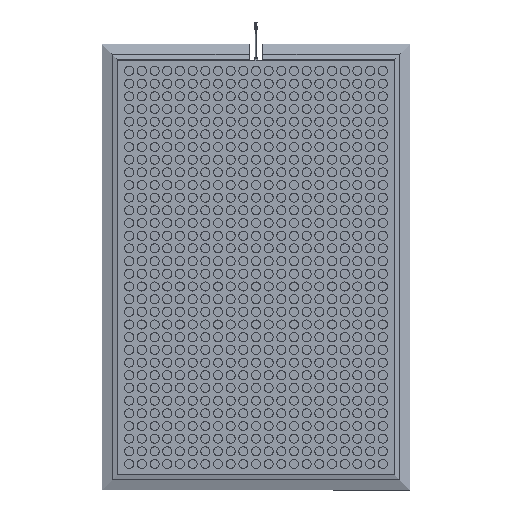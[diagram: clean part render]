
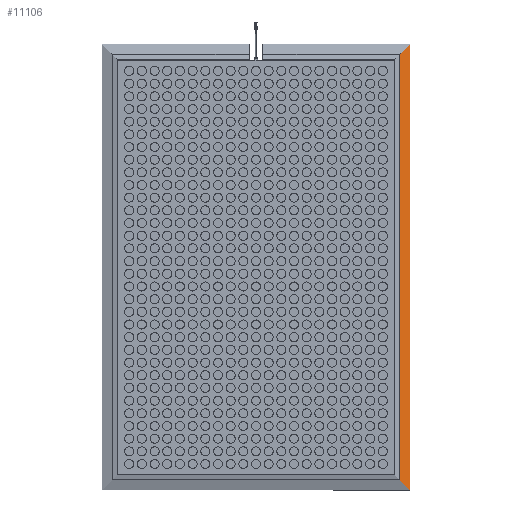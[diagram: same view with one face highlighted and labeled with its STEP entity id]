
A CAD part, top view. The second image highlights one B-rep face of the part: STEP entity #11106.
In plain terms, the highlighted planar face has unit normal (0.331, 0, 0.944).
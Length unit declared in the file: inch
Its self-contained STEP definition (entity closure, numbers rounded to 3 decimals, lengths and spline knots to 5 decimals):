
#2813 = CARTESIAN_POINT ( 'NONE',  ( 13.37795, 19.37795, 0. ) ) ;
#3811 = LINE ( 'NONE', #49996, #39229 ) ;
#4928 = CARTESIAN_POINT ( 'NONE',  ( 12.48633, 18.48633, 0.31317 ) ) ;
#5689 = ORIENTED_EDGE ( 'NONE', *, *, #6467, .F. ) ;
#6467 = EDGE_CURVE ( 'NONE', #38395, #41025, #46295, .T. ) ;
#7454 = VECTOR ( 'NONE', #42899, 39.37008 ) ;
#7557 = AXIS2_PLACEMENT_3D ( 'NONE', #18653, #10182, #50937 ) ;
#7804 = VECTOR ( 'NONE', #29352, 39.37008 ) ;
#9873 = ORIENTED_EDGE ( 'NONE', *, *, #29119, .F. ) ;
#10182 = DIRECTION ( 'NONE',  ( 0.331, 0., 0.943 ) ) ;
#11106 = ADVANCED_FACE ( 'NONE', ( #31938 ), #32529, .T. ) ;
#15461 = CARTESIAN_POINT ( 'NONE',  ( 12.48633, -9.74711, 0.31317 ) ) ;
#18653 = CARTESIAN_POINT ( 'NONE',  ( 12.48633, -19.49422, 0.31317 ) ) ;
#19992 = EDGE_LOOP ( 'NONE', ( #38208, #5689, #21885, #9873 ) ) ;
#21885 = ORIENTED_EDGE ( 'NONE', *, *, #33369, .T. ) ;
#29119 = EDGE_CURVE ( 'NONE', #45107, #36225, #3811, .T. ) ;
#29352 = DIRECTION ( 'NONE',  ( 0., -1., 0. ) ) ;
#31938 = FACE_OUTER_BOUND ( 'NONE', #19992, .T. ) ;
#32529 = PLANE ( 'NONE',  #7557 ) ;
#33194 = CARTESIAN_POINT ( 'NONE',  ( 12.48633, 18.48633, 0.31317 ) ) ;
#33369 = EDGE_CURVE ( 'NONE', #38395, #36225, #34166, .T. ) ;
#34166 = LINE ( 'NONE', #15461, #7804 ) ;
#34953 = CARTESIAN_POINT ( 'NONE',  ( 12.48633, -18.48633, 0.31317 ) ) ;
#36225 = VERTEX_POINT ( 'NONE', #34953 ) ;
#36399 = DIRECTION ( 'NONE',  ( -0.686, 0.686, 0.241 ) ) ;
#38208 = ORIENTED_EDGE ( 'NONE', *, *, #49564, .F. ) ;
#38395 = VERTEX_POINT ( 'NONE', #33194 ) ;
#39229 = VECTOR ( 'NONE', #36399, 39.37008 ) ;
#41025 = VERTEX_POINT ( 'NONE', #2813 ) ;
#42899 = DIRECTION ( 'NONE',  ( 0., -1., 0. ) ) ;
#43189 = CARTESIAN_POINT ( 'NONE',  ( 13.37795, 0., 0. ) ) ;
#45107 = VERTEX_POINT ( 'NONE', #47494 ) ;
#46295 = LINE ( 'NONE', #4928, #51200 ) ;
#47494 = CARTESIAN_POINT ( 'NONE',  ( 13.37795, -19.37795, 0. ) ) ;
#49564 = EDGE_CURVE ( 'NONE', #41025, #45107, #56494, .T. ) ;
#49996 = CARTESIAN_POINT ( 'NONE',  ( 13.37795, -19.37795, 0. ) ) ;
#50937 = DIRECTION ( 'NONE',  ( 0.943, 0., -0.331 ) ) ;
#51200 = VECTOR ( 'NONE', #55647, 39.37008 ) ;
#55647 = DIRECTION ( 'NONE',  ( 0.686, 0.686, -0.241 ) ) ;
#56494 = LINE ( 'NONE', #43189, #7454 ) ;
